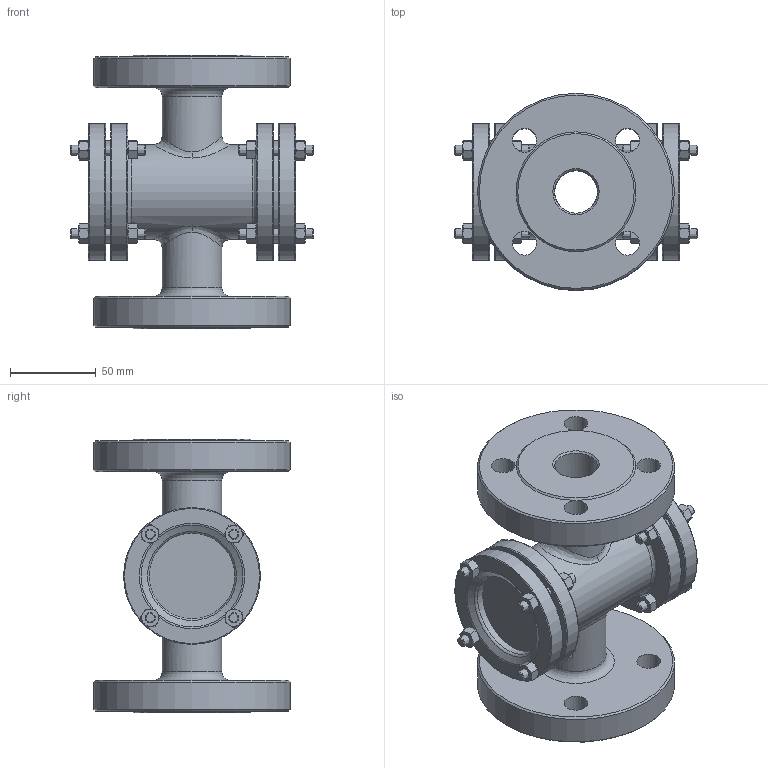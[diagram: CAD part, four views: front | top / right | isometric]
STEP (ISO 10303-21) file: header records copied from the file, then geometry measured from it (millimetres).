
FILE_DESCRIPTION(/* description */ (''),/* implementation_level */ '2;1');
FILE_NAME(/* name */ 'DN25_3D_STEP.stp',/* time_stamp */ '2024-04-25T15:42:02+03:00',/* author */ ('igorr'),/* organization */ (''),/* preprocessor_version */ 'ST-DEVELOPER v19.2',/* originating_system */ 'Autodesk Inventor 2023',/* authorisation */ '');
FILE_SCHEMA (('AUTOMOTIVE_DESIGN { 1 0 10303 214 3 1 1 }'));
Length unit declared in the file: millimetre
Products named in the file (4): Сборка; Деталь; Стекло; ANSI B18.2.4.2M - M6x1
Assembly tree (19 placements, depth 2):
  Сборка
    Деталь
    Стекло  x2
    ANSI B18.2.4.2M - M6x1  x16
Bounding box: 141.5 x 115 x 160 mm (x, y, z)
Volume: 561499.2 mm3; surface area: 149580.2 mm2
Topology: 19 solids, 19 shells, 567 faces, 1265 edges, 771 vertices
Faces by surface type: cone 250, plane 199, cylinder 71, bspline 31, torus 16
Full cylindrical faces by diameter (mm): 4.917 x16, 6 x24, 14 x8, 25 x2, 35 x2, 50 x1, 52 x2, 55 x1, 60 x2, 80 x4, 115 x2
Entity records: 8135 total; most frequent: CARTESIAN_POINT 2589, DIRECTION 1088, ORIENTED_EDGE 1024, EDGE_CURVE 512, AXIS2_PLACEMENT_3D 458, VERTEX_POINT 334, EDGE_LOOP 294, CIRCLE 238
